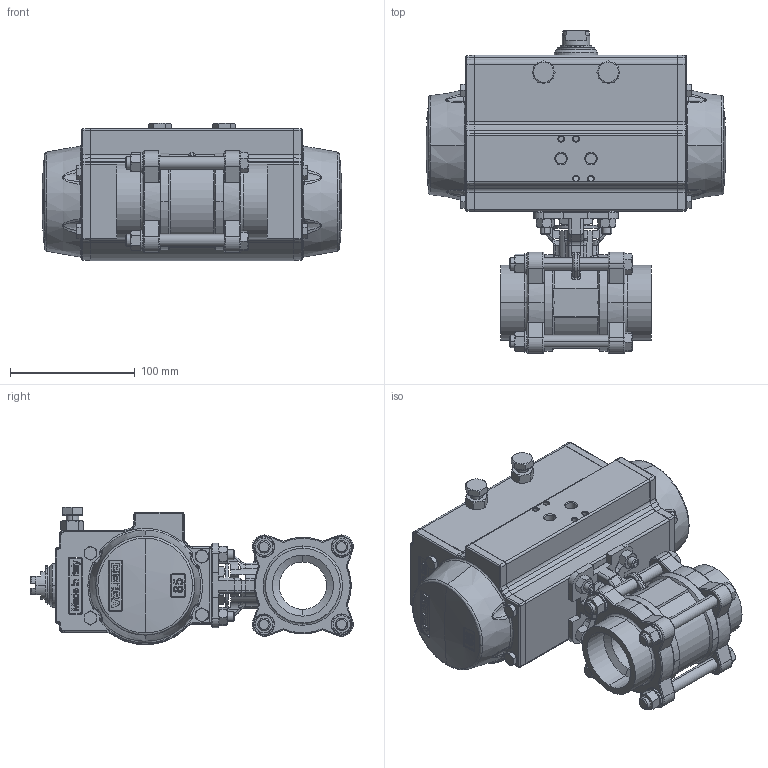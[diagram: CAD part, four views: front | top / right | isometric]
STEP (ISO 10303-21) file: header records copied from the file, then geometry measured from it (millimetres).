
FILE_DESCRIPTION (( 'STEP AP203' ), '1' );
FILE_NAME ('8700-150F_UT-2.5.STEP', '2017-11-14T13:42:11', ( '' ), ( '' ), 'SwSTEP 2.0', 'SolidWorks 2014', '' );
FILE_SCHEMA (( 'CONFIG_CONTROL_DESIGN' ));
Products named in the file (1): 8700-150F_UT-2.5
Bounding box: 240.69 x 259.11 x 110.39 mm (x, y, z)
Surface area: 201209.5 mm2 (no closed solid volume)
Topology: 0 solids, 46 shells, 1670 faces, 4971 edges, 3250 vertices
Faces by surface type: plane 606, bspline 443, cylinder 325, cone 270, sphere 26
Entity records: 83793 total; most frequent: CARTESIAN_POINT 43467, ORIENTED_EDGE 8587, DIRECTION 7341, EDGE_CURVE 4955, VERTEX_POINT 3250, AXIS2_PLACEMENT_3D 2690, LINE 1961, VECTOR 1961
